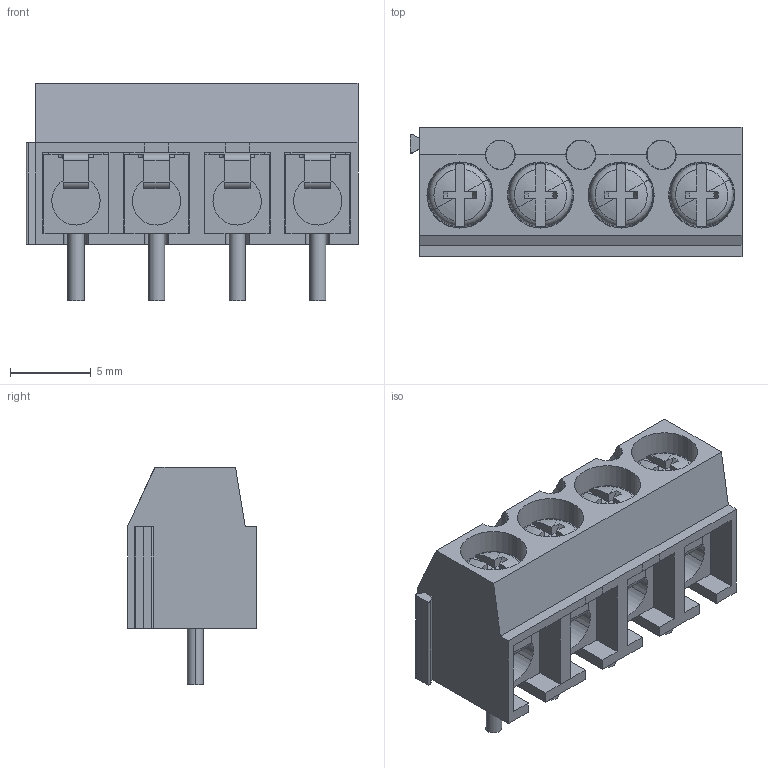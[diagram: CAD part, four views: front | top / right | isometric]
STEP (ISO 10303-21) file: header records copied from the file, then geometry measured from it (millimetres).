
FILE_DESCRIPTION(('CATIA V5 STEP Exchange','CAx-IF Rec.Pracs.--- Model Styling and Organization---1.4--- 2014-01-23'),'2;1');
FILE_NAME ('D1449994_1_1234650000_1234650000.stp','2022-05-05T13:07:02+00:00',('none'),('Weidmueller'),'CATIA Version 5-6 Release 2016 SP3 HF44','CATIA V5 STEP AP214','none');
FILE_SCHEMA(('AUTOMOTIVE_DESIGN { 1 0 10303 214 1 1 1 1 }'));
Length unit declared in the file: millimetre
Products named in the file (1): 1234650000
Bounding box: 20.6 x 8 x 13.5 mm (x, y, z)
Volume: 889 mm3; surface area: 2350.2 mm2
Topology: 9 solids, 9 shells, 292 faces, 822 edges, 553 vertices
Faces by surface type: plane 179, cylinder 66, cone 23, revolution 16, torus 8
Entity records: 9173 total; most frequent: CARTESIAN_POINT 2290, ORIENTED_EDGE 1644, DIRECTION 1016, EDGE_CURVE 822, VERTEX_POINT 553, VECTOR 508, LINE 508, AXIS2_PLACEMENT_3D 345
